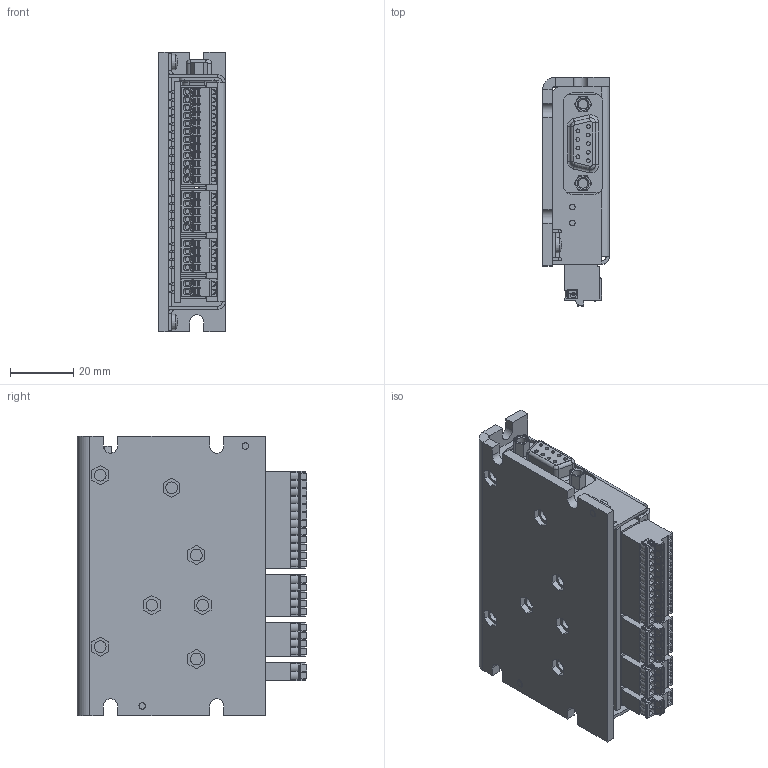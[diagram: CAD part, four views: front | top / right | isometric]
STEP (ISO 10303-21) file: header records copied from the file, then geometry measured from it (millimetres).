
FILE_DESCRIPTION((''),'2;1');
FILE_NAME('SMCI33_2.stp','2014-11-27T10:07:20',('schneid_a'),(''),'Autodesk Inventor 2010','Autodesk Inventor 2010','');
FILE_SCHEMA(('AUTOMOTIVE_DESIGN { 1 0 10303 214 1 1 1 1 }'));
Length unit declared in the file: millimetre
Products named in the file (14): SMCI33_2; Haube_SMCI33; Winkel_SMCI33; D-Sub 9 pol; DIN 7985 (H) M2,5x4-H; Grundleiste2.5_2p1881448; Grundleiste2.5_5p_1881477; Grundleiste2.5_12p_1881545; Grundleiste2.5_4p1881464; Leiterplatte_SMCI33; Phönixstecker_FK-MC0.5_12; Phönixstecker_FK-MC0.5_5; Phönixstecker_FK-MC0.5_4; Phönixstecker_FK-MC0.5_2
Assembly tree (14 placements, depth 2):
  SMCI33_2
    Haube_SMCI33
    Winkel_SMCI33
    D-Sub 9 pol
    DIN 7985 (H) M2,5x4-H  x2
    Grundleiste2.5_2p1881448
    Grundleiste2.5_5p_1881477
    Grundleiste2.5_12p_1881545
    Grundleiste2.5_4p1881464
    Leiterplatte_SMCI33
    Phönixstecker_FK-MC0.5_12
    Phönixstecker_FK-MC0.5_5
    Phönixstecker_FK-MC0.5_4
    Phönixstecker_FK-MC0.5_2
Bounding box: 21 x 72.4 x 88 mm (x, y, z)
Volume: 46596.2 mm3; surface area: 49149.5 mm2
Topology: 14 solids, 14 shells, 3464 faces, 8856 edges, 5723 vertices
Faces by surface type: plane 2556, cylinder 784, cone 78, torus 24, bspline 20, sphere 2
Full cylindrical faces by diameter (mm): 0.457 x8, 1.168 x9, 1.2 x23, 1.5 x23, 1.524 x9, 1.6 x38, 2.275 x2, 2.5 x2, 3 x2, 3.048 x2
Entity records: 110895 total; most frequent: CARTESIAN_POINT 23736, ORIENTED_EDGE 17108, DIRECTION 17095, EDGE_CURVE 8554, VECTOR 6695, LINE 6695, VERTEX_POINT 5616, AXIS2_PLACEMENT_3D 5200
